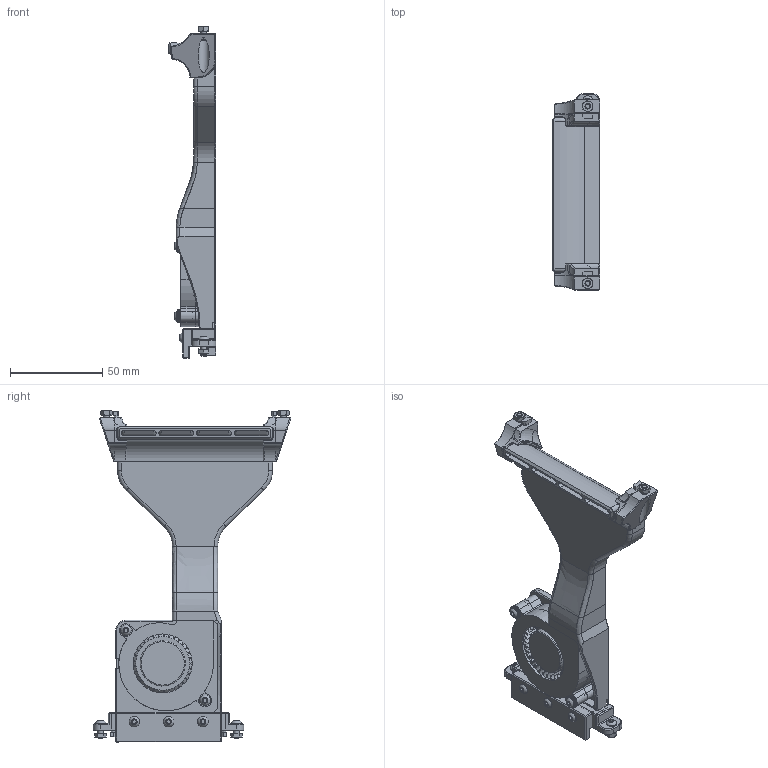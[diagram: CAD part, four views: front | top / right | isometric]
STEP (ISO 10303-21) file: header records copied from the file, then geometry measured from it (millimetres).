
FILE_DESCRIPTION(/* description */ (''),/* implementation_level */ '2;1');
FILE_NAME(/* name */ '5015_R1 v76.step',/* time_stamp */ '2023-08-15T14:29:42+02:00',/* author */ (''),/* organization */ (''),/* preprocessor_version */ 'ST-DEVELOPER v20',/* originating_system */ 'Autodesk Translation Framework v12.9.0.99',/* authorisation */ '');
FILE_SCHEMA (('AUTOMOTIVE_DESIGN { 1 0 10303 214 3 1 1 }'));
Length unit declared in the file: millimetre
Products named in the file (30): 5015_R1; 5015_R1_Unibody; 5015_R1_Clamp_Block; Hardware_Clamp_Block; M3x16 BHCS; 5015_R1_Twist_Mounts; 5015_R1_Twist_Mount_Bottom; 5015_R1_Twist_Mount_Top; Hardware_Twist:mounts; 5015_R1_Screw_Mounts; 5015_R1_Screw_Mount_Bottom; 5015_R1_Screw_Mount_Top; Hardware_Screw_Mounts; M3x12 BHCS; M3x6 BHCS; M3 Hex-Nut; M3x8 BHCS; 5015 Blower Fan; turbine; top; bottom; 5015_R1_2Piece; 5015_R1_2Piece_Top; 5015_R1_2Piece_Bottom; BrimBlocker; Hardware_Common; M3 Threaded Insert; M3 Washer; M3x20 BHCS; 5015_R1_M3x20_Spacer
Assembly tree (48 placements, depth 4):
  5015_R1
    5015_R1_Unibody
      BrimBlocker
    5015_R1_Clamp_Block
      Hardware_Clamp_Block
        M3x16 BHCS  x3
    5015_R1_Twist_Mounts
      5015_R1_Twist_Mount_Bottom
      5015_R1_Twist_Mount_Top
      Hardware_Twist:mounts
        M3x12 BHCS  x3
    5015_R1_Screw_Mounts
      5015_R1_Screw_Mount_Bottom
      5015_R1_Screw_Mount_Top
      Hardware_Screw_Mounts
        M3x12 BHCS  x3
        M3x6 BHCS  x2
        M3 Hex-Nut  x4
        M3x8 BHCS  x2
    5015 Blower Fan
      turbine
      top
      bottom
    5015_R1_2Piece
      5015_R1_2Piece_Top
      5015_R1_2Piece_Bottom
        BrimBlocker
    Hardware_Common
      M3 Threaded Insert  x5
      M3 Washer  x2
      M3x20 BHCS  x2
    5015_R1_M3x20_Spacer
Bounding box: 25.75 x 106.99 x 180 mm (x, y, z)
Volume: 132520.9 mm3; surface area: 123915.5 mm2
Topology: 56 solids, 56 shells, 2953 faces, 7368 edges, 4591 vertices
Faces by surface type: plane 1386, cylinder 583, bspline 553, cone 312, torus 104, sphere 15
Full cylindrical faces by diameter (mm): 2.9 x5, 3 x19, 3.2 x2, 3.4 x22, 4.2 x5, 4.25 x5, 4.5 x4, 4.6 x15, 5 x1, 5.65 x2, 5.7 x15, 6 x2, 7 x4, 22.8 x1, 24.5 x1, 32 x1
Entity records: 71445 total; most frequent: CARTESIAN_POINT 19620, ORIENTED_EDGE 10906, DIRECTION 10123, EDGE_CURVE 5453, AXIS2_PLACEMENT_3D 3415, VERTEX_POINT 3371, LINE 3293, VECTOR 3293
